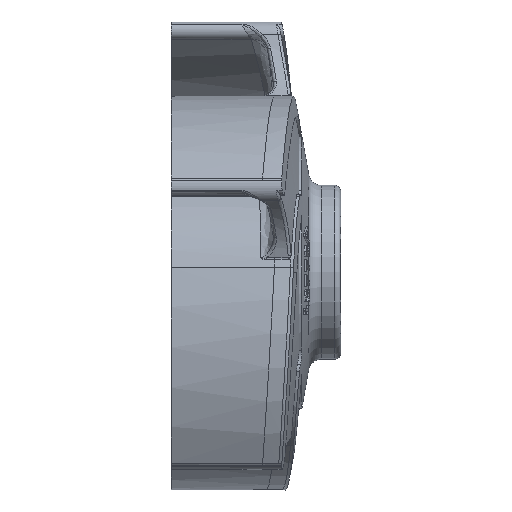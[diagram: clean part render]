
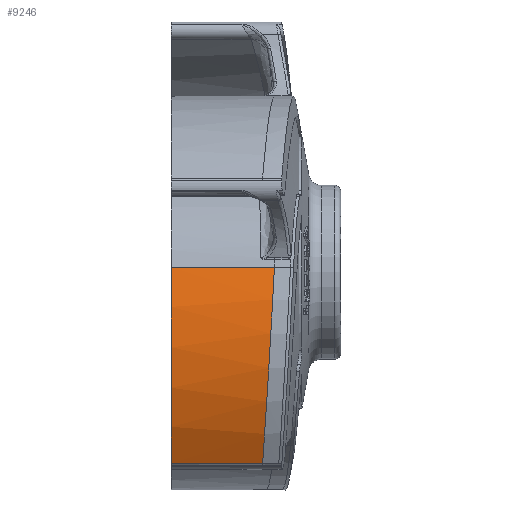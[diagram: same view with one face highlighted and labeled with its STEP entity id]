
A CAD part, front view. The second image highlights one B-rep face of the part: STEP entity #9246.
In plain terms, the highlighted cylindrical face has radius 63.144 mm (diameter 126.289 mm), a partial arc.
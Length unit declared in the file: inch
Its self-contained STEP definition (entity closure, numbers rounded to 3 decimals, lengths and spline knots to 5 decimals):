
#304=CYLINDRICAL_SURFACE('',#9807,2.486);
#1278=FACE_OUTER_BOUND('',#1832,.T.);
#1832=EDGE_LOOP('',(#8664,#8665,#8666,#8667));
#2308=B_SPLINE_CURVE_WITH_KNOTS('',3,(#21938,#21939,#21940,#21941,#21942,
#21943,#21944,#21945,#21946,#21947,#21948,#21949,#21950,#21951,#21952,#21953),
 .UNSPECIFIED.,.F.,.F.,(4,3,3,3,3,4),(19.0479,20.23919,
21.43048,22.62177,23.81306,24.04267),
 .UNSPECIFIED.);
#2404=LINE('',#15381,#2876);
#2823=LINE('',#23326,#3295);
#2876=VECTOR('',#10047,0.3937);
#3295=VECTOR('',#11350,0.3937);
#3500=CIRCLE('',#9754,2.486);
#3881=VERTEX_POINT('',#15354);
#3886=VERTEX_POINT('',#15379);
#4383=VERTEX_POINT('',#21657);
#4402=VERTEX_POINT('',#21937);
#4878=EDGE_CURVE('',#3886,#3881,#2404,.T.);
#5730=EDGE_CURVE('',#4383,#3886,#3500,.T.);
#5760=EDGE_CURVE('',#3881,#4402,#2308,.T.);
#5851=EDGE_CURVE('',#4383,#4402,#2823,.T.);
#8664=ORIENTED_EDGE('',*,*,#5760,.F.);
#8665=ORIENTED_EDGE('',*,*,#4878,.F.);
#8666=ORIENTED_EDGE('',*,*,#5730,.F.);
#8667=ORIENTED_EDGE('',*,*,#5851,.T.);
#9246=ADVANCED_FACE('',(#1278),#304,.T.);
#9754=AXIS2_PLACEMENT_3D('',#21659,#11196,#11197);
#9807=AXIS2_PLACEMENT_3D('',#23327,#11351,#11352);
#10047=DIRECTION('',(1.,0.,0.));
#11196=DIRECTION('center_axis',(-1.,0.,0.));
#11197=DIRECTION('ref_axis',(0.,0.956,-0.294));
#11350=DIRECTION('',(1.,0.,0.));
#11351=DIRECTION('center_axis',(1.,0.,0.));
#11352=DIRECTION('ref_axis',(0.,0.956,-0.294));
#15354=CARTESIAN_POINT('',(0.98671,-1.84308,0.0509));
#15379=CARTESIAN_POINT('',(-0.05,-1.84308,0.0509));
#15381=CARTESIAN_POINT('',(-0.05,-1.84308,0.0509));
#21657=CARTESIAN_POINT('',(-0.05,-1.6201,-1.92294));
#21659=CARTESIAN_POINT('Origin',(-0.05,0.53299,-0.68019));
#21937=CARTESIAN_POINT('',(0.86845,-1.6201,-1.92294));
#21938=CARTESIAN_POINT('Ctrl Pts',(0.98671,-1.84308,
0.0509));
#21939=CARTESIAN_POINT('Ctrl Pts',(0.97934,-1.88901,
-0.09836));
#21940=CARTESIAN_POINT('Ctrl Pts',(0.97096,-1.9222,-0.25707));
#21941=CARTESIAN_POINT('Ctrl Pts',(0.96194,-1.93934,-0.41979));
#21942=CARTESIAN_POINT('Ctrl Pts',(0.95292,-1.95648,-0.58252));
#21943=CARTESIAN_POINT('Ctrl Pts',(0.94325,-1.95757,
-0.74924));
#21944=CARTESIAN_POINT('Ctrl Pts',(0.93335,-1.94197,
-0.91425));
#21945=CARTESIAN_POINT('Ctrl Pts',(0.92344,-1.92636,
-1.07925));
#21946=CARTESIAN_POINT('Ctrl Pts',(0.91329,-1.89403,
-1.24279));
#21947=CARTESIAN_POINT('Ctrl Pts',(0.90326,-1.84671,
-1.39937));
#21948=CARTESIAN_POINT('Ctrl Pts',(0.89324,-1.79939,
-1.55595));
#21949=CARTESIAN_POINT('Ctrl Pts',(0.88334,-1.73707,
-1.70557));
#21950=CARTESIAN_POINT('Ctrl Pts',(0.87392,-1.66404,
-1.84348));
#21951=CARTESIAN_POINT('Ctrl Pts',(0.8721,-1.64997,
-1.87006));
#21952=CARTESIAN_POINT('Ctrl Pts',(0.87028,-1.63532,
-1.89656));
#21953=CARTESIAN_POINT('Ctrl Pts',(0.86845,-1.6201,
-1.92294));
#23326=CARTESIAN_POINT('',(-0.05,-1.6201,-1.92294));
#23327=CARTESIAN_POINT('Origin',(-0.05,0.53299,-0.68019));
